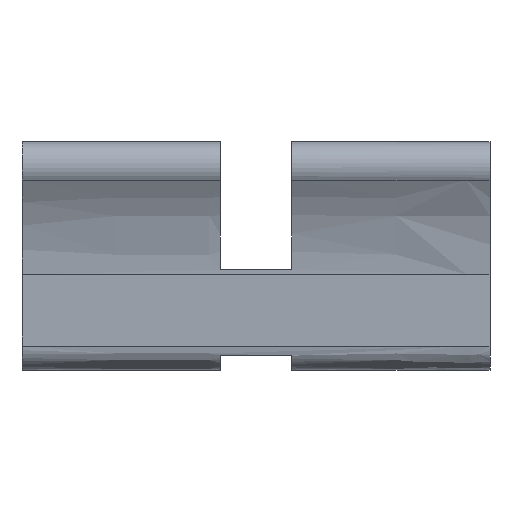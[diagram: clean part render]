
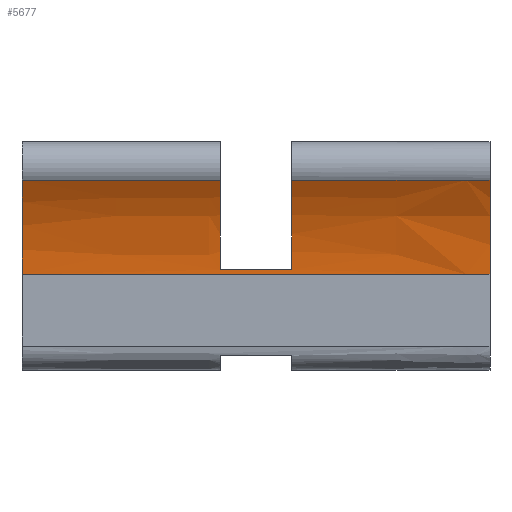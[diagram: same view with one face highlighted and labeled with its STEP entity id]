
A CAD part, top view. The second image highlights one B-rep face of the part: STEP entity #5677.
In plain terms, the highlighted face is a extrusion surface.
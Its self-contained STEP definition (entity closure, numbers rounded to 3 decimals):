
#5122=AXIS2_PLACEMENT_3D('Circle Axis2P3D',#5120,#5121,$) ;
#5117=CARTESIAN_POINT('Vertex',(0.,2.,12.357)) ;
#5120=CARTESIAN_POINT('Axis2P3D Location',(0.,2.,16.1)) ;
#5124=CARTESIAN_POINT('Vertex',(0.,3.972,12.918)) ;
#5541=CARTESIAN_POINT('Line Origine',(4.65,2.,12.357)) ;
#5545=CARTESIAN_POINT('Vertex',(9.3,2.,12.357)) ;
#5552=CARTESIAN_POINT('Vertex',(9.8,2.,12.357)) ;
#5555=CARTESIAN_POINT('Line Origine',(9.55,2.,12.357)) ;
#5571=CARTESIAN_POINT('Control Point',(61.,2.,12.357)) ;
#5572=CARTESIAN_POINT('Control Point',(61.,2.415,12.357)) ;
#5573=CARTESIAN_POINT('Control Point',(61.,2.83,12.416)) ;
#5574=CARTESIAN_POINT('Control Point',(61.,3.235,12.531)) ;
#5575=CARTESIAN_POINT('Control Point',(61.,3.619,12.7)) ;
#5576=CARTESIAN_POINT('Control Point',(61.,3.972,12.918)) ;
#5581=CARTESIAN_POINT('Control Point',(9.8,2.,12.357)) ;
#5582=CARTESIAN_POINT('Control Point',(9.8,2.692,12.357)) ;
#5583=CARTESIAN_POINT('Control Point',(9.8,3.383,12.554)) ;
#5584=CARTESIAN_POINT('Control Point',(9.8,3.972,12.918)) ;
#5585=CARTESIAN_POINT('Vertex',(9.8,3.972,12.918)) ;
#5588=CARTESIAN_POINT('Line Origine',(29.89,3.972,12.918)) ;
#5592=CARTESIAN_POINT('Vertex',(9.3,3.972,12.918)) ;
#5595=CARTESIAN_POINT('Line Origine',(29.89,3.972,12.918)) ;
#5599=CARTESIAN_POINT('Vertex',(5.65,3.972,12.918)) ;
#5603=CARTESIAN_POINT('Control Point',(5.65,2.85,12.456)) ;
#5604=CARTESIAN_POINT('Control Point',(5.65,3.245,12.548)) ;
#5605=CARTESIAN_POINT('Control Point',(5.65,3.626,12.704)) ;
#5606=CARTESIAN_POINT('Control Point',(5.65,3.972,12.918)) ;
#5607=CARTESIAN_POINT('Vertex',(5.65,2.85,12.455)) ;
#5611=CARTESIAN_POINT('Control Point',(5.65,2.1,12.358)) ;
#5612=CARTESIAN_POINT('Control Point',(5.65,2.352,12.365)) ;
#5613=CARTESIAN_POINT('Control Point',(5.65,2.604,12.398)) ;
#5614=CARTESIAN_POINT('Control Point',(5.65,2.85,12.456)) ;
#5615=CARTESIAN_POINT('Vertex',(5.65,2.1,12.358)) ;
#5618=CARTESIAN_POINT('Line Origine',(29.89,2.1,12.358)) ;
#5622=CARTESIAN_POINT('Vertex',(4.903,2.1,12.358)) ;
#5626=CARTESIAN_POINT('Control Point',(4.903,2.1,12.358)) ;
#5627=CARTESIAN_POINT('Control Point',(4.901,2.1,12.358)) ;
#5628=CARTESIAN_POINT('Control Point',(4.899,2.1,12.358)) ;
#5629=CARTESIAN_POINT('Control Point',(4.897,2.1,12.358)) ;
#5630=CARTESIAN_POINT('Vertex',(4.897,2.1,12.358)) ;
#5633=CARTESIAN_POINT('Line Origine',(29.89,2.1,12.358)) ;
#5637=CARTESIAN_POINT('Vertex',(4.15,2.1,12.358)) ;
#5641=CARTESIAN_POINT('Control Point',(4.15,2.85,12.456)) ;
#5642=CARTESIAN_POINT('Control Point',(4.15,2.604,12.398)) ;
#5643=CARTESIAN_POINT('Control Point',(4.15,2.352,12.365)) ;
#5644=CARTESIAN_POINT('Control Point',(4.15,2.1,12.358)) ;
#5645=CARTESIAN_POINT('Vertex',(4.15,2.85,12.455)) ;
#5649=CARTESIAN_POINT('Control Point',(4.15,3.972,12.918)) ;
#5650=CARTESIAN_POINT('Control Point',(4.15,3.626,12.704)) ;
#5651=CARTESIAN_POINT('Control Point',(4.15,3.245,12.548)) ;
#5652=CARTESIAN_POINT('Control Point',(4.15,2.85,12.456)) ;
#5653=CARTESIAN_POINT('Vertex',(4.15,3.972,12.918)) ;
#5656=CARTESIAN_POINT('Line Origine',(29.89,3.972,12.918)) ;
#5121=DIRECTION('Axis2P3D Direction',(-1.,0.,0.)) ;
#5542=DIRECTION('Vector Direction',(1.,0.,0.)) ;
#5556=DIRECTION('Vector Direction',(-1.,0.,0.)) ;
#5577=DIRECTION('Vector Direction',(-1.,0.,0.)) ;
#5589=DIRECTION('Vector Direction',(-1.,0.,0.)) ;
#5596=DIRECTION('Vector Direction',(-1.,0.,0.)) ;
#5619=DIRECTION('Vector Direction',(-1.,0.,0.)) ;
#5634=DIRECTION('Vector Direction',(-1.,0.,0.)) ;
#5657=DIRECTION('Vector Direction',(-1.,0.,0.)) ;
#5543=VECTOR('Line Direction',#5542,1.) ;
#5557=VECTOR('Line Direction',#5556,1.) ;
#5578=VECTOR('Extrusion Surface Vector',#5577,1.) ;
#5590=VECTOR('Line Direction',#5589,1.) ;
#5597=VECTOR('Line Direction',#5596,1.) ;
#5620=VECTOR('Line Direction',#5619,1.) ;
#5635=VECTOR('Line Direction',#5634,1.) ;
#5658=VECTOR('Line Direction',#5657,1.) ;
#5662=ORIENTED_EDGE('',*,*,#5559,.F.) ;
#5663=ORIENTED_EDGE('',*,*,#5587,.T.) ;
#5664=ORIENTED_EDGE('',*,*,#5594,.T.) ;
#5665=ORIENTED_EDGE('',*,*,#5601,.T.) ;
#5666=ORIENTED_EDGE('',*,*,#5609,.F.) ;
#5667=ORIENTED_EDGE('',*,*,#5617,.F.) ;
#5668=ORIENTED_EDGE('',*,*,#5624,.T.) ;
#5669=ORIENTED_EDGE('',*,*,#5632,.T.) ;
#5670=ORIENTED_EDGE('',*,*,#5639,.T.) ;
#5671=ORIENTED_EDGE('',*,*,#5647,.F.) ;
#5672=ORIENTED_EDGE('',*,*,#5655,.F.) ;
#5673=ORIENTED_EDGE('',*,*,#5660,.T.) ;
#5674=ORIENTED_EDGE('',*,*,#5126,.F.) ;
#5675=ORIENTED_EDGE('',*,*,#5547,.F.) ;
#5677=ADVANCED_FACE('QV_KUNSTSTOFF',(#5676),#5579,.T.) ;
#5570=B_SPLINE_CURVE_WITH_KNOTS('',5,(#5571,#5572,#5573,#5574,#5575,#5576),.UNSPECIFIED.,.F.,.U.,(6,6),(0.,2.089),.UNSPECIFIED.) ;
#5580=B_SPLINE_CURVE_WITH_KNOTS('',3,(#5581,#5582,#5583,#5584),.UNSPECIFIED.,.F.,.U.,(4,4),(0.,2.936),.UNSPECIFIED.) ;
#5602=B_SPLINE_CURVE_WITH_KNOTS('',3,(#5603,#5604,#5605,#5606),.UNSPECIFIED.,.F.,.U.,(4,4),(0.,1.724),.UNSPECIFIED.) ;
#5610=B_SPLINE_CURVE_WITH_KNOTS('',3,(#5611,#5612,#5613,#5614),.UNSPECIFIED.,.F.,.U.,(4,4),(0.,1.071),.UNSPECIFIED.) ;
#5625=B_SPLINE_CURVE_WITH_KNOTS('',3,(#5626,#5627,#5628,#5629),.UNSPECIFIED.,.F.,.U.,(4,4),(0.,0.012),.UNSPECIFIED.) ;
#5640=B_SPLINE_CURVE_WITH_KNOTS('',3,(#5641,#5642,#5643,#5644),.UNSPECIFIED.,.F.,.U.,(4,4),(0.,1.071),.UNSPECIFIED.) ;
#5648=B_SPLINE_CURVE_WITH_KNOTS('',3,(#5649,#5650,#5651,#5652),.UNSPECIFIED.,.F.,.U.,(4,4),(0.,1.724),.UNSPECIFIED.) ;
#5123=CIRCLE('generated circle',#5122,3.743) ;
#5126=EDGE_CURVE('',#5118,#5125,#5123,.F.) ;
#5547=EDGE_CURVE('',#5546,#5118,#5544,.F.) ;
#5559=EDGE_CURVE('',#5553,#5546,#5558,.T.) ;
#5587=EDGE_CURVE('',#5553,#5586,#5580,.T.) ;
#5594=EDGE_CURVE('',#5586,#5593,#5591,.T.) ;
#5601=EDGE_CURVE('',#5593,#5600,#5598,.T.) ;
#5609=EDGE_CURVE('',#5608,#5600,#5602,.T.) ;
#5617=EDGE_CURVE('',#5616,#5608,#5610,.T.) ;
#5624=EDGE_CURVE('',#5616,#5623,#5621,.T.) ;
#5632=EDGE_CURVE('',#5623,#5631,#5625,.T.) ;
#5639=EDGE_CURVE('',#5631,#5638,#5636,.T.) ;
#5647=EDGE_CURVE('',#5646,#5638,#5640,.T.) ;
#5655=EDGE_CURVE('',#5654,#5646,#5648,.T.) ;
#5660=EDGE_CURVE('',#5654,#5125,#5659,.T.) ;
#5661=EDGE_LOOP('',(#5662,#5663,#5664,#5665,#5666,#5667,#5668,#5669,#5670,#5671,#5672,#5673,#5674,#5675)) ;
#5676=FACE_OUTER_BOUND('',#5661,.T.) ;
#5544=LINE('Line',#5541,#5543) ;
#5558=LINE('Line',#5555,#5557) ;
#5591=LINE('Line',#5588,#5590) ;
#5598=LINE('Line',#5595,#5597) ;
#5621=LINE('Line',#5618,#5620) ;
#5636=LINE('Line',#5633,#5635) ;
#5659=LINE('Line',#5656,#5658) ;
#5579=SURFACE_OF_LINEAR_EXTRUSION('generated tabulated cylinder',#5570,#5578) ;
#5118=VERTEX_POINT('',#5117) ;
#5125=VERTEX_POINT('',#5124) ;
#5546=VERTEX_POINT('',#5545) ;
#5553=VERTEX_POINT('',#5552) ;
#5586=VERTEX_POINT('',#5585) ;
#5593=VERTEX_POINT('',#5592) ;
#5600=VERTEX_POINT('',#5599) ;
#5608=VERTEX_POINT('',#5607) ;
#5616=VERTEX_POINT('',#5615) ;
#5623=VERTEX_POINT('',#5622) ;
#5631=VERTEX_POINT('',#5630) ;
#5638=VERTEX_POINT('',#5637) ;
#5646=VERTEX_POINT('',#5645) ;
#5654=VERTEX_POINT('',#5653) ;
